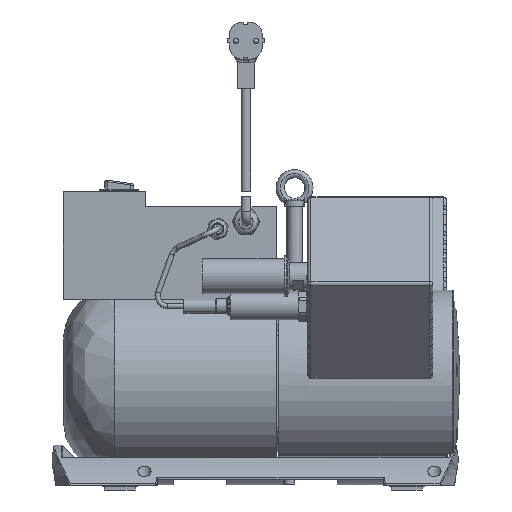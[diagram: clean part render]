
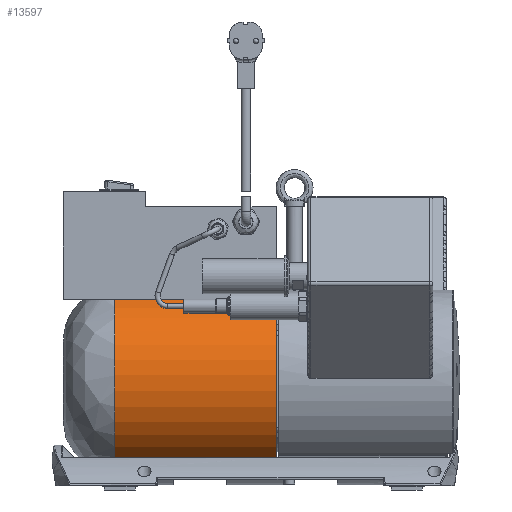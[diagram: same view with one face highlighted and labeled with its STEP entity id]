
A CAD part, left-side view. The second image highlights one B-rep face of the part: STEP entity #13597.
In plain terms, the highlighted cylindrical face has radius 90 mm (diameter 180 mm), a partial arc.
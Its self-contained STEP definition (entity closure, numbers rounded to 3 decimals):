
#1948=CARTESIAN_POINT('',(41.231,-2.5,80.0));
#1949=VERTEX_POINT('',#1948);
#1956=CARTESIAN_POINT('',(41.231,155.,80.0));
#1957=VERTEX_POINT('',#1956);
#1958=CARTESIAN_POINT('',(41.231,155.,80.0));
#1959=DIRECTION('',(0.0,-1.0,0.0));
#1960=VECTOR('',#1959,157.5);
#1961=LINE('',#1958,#1960);
#1962=EDGE_CURVE('',#1957,#1949,#1961,.T.);
#1964=CARTESIAN_POINT('',(-41.231,155.,80.0));
#1965=VERTEX_POINT('',#1964);
#2093=CARTESIAN_POINT('',(-41.231,-2.5,80.0));
#2094=VERTEX_POINT('',#2093);
#2095=CARTESIAN_POINT('',(-41.231,-2.5,80.0));
#2096=DIRECTION('',(0.0,1.0,0.0));
#2097=VECTOR('',#2096,157.5);
#2098=LINE('',#2095,#2097);
#2099=EDGE_CURVE('',#2094,#1965,#2098,.T.);
#13574=CARTESIAN_POINT('',(0.0,-2.5,0.0));
#13575=DIRECTION('',(0.0,1.0,0.0));
#13576=DIRECTION('',(1.0,0.0,0.0));
#13577=AXIS2_PLACEMENT_3D('',#13574,#13575,#13576);
#13578=CYLINDRICAL_SURFACE('',#13577,90.0);
#13579=CARTESIAN_POINT('',(0.0,155.,0.0));
#13580=DIRECTION('',(0.0,1.0,0.0));
#13581=DIRECTION('',(0.0,0.0,-1.0));
#13582=AXIS2_PLACEMENT_3D('',#13579,#13580,#13581);
#13583=CIRCLE('',#13582,90.0);
#13584=EDGE_CURVE('',#1957,#1965,#13583,.T.);
#13585=ORIENTED_EDGE('',*,*,#13584,.F.);
#13586=ORIENTED_EDGE('',*,*,#1962,.T.);
#13587=CARTESIAN_POINT('',(0.0,-2.5,0.0));
#13588=DIRECTION('',(0.0,-1.0,0.0));
#13589=DIRECTION('',(1.0,0.0,0.0));
#13590=AXIS2_PLACEMENT_3D('',#13587,#13588,#13589);
#13591=CIRCLE('',#13590,90.0);
#13592=EDGE_CURVE('',#2094,#1949,#13591,.T.);
#13593=ORIENTED_EDGE('',*,*,#13592,.F.);
#13594=ORIENTED_EDGE('',*,*,#2099,.T.);
#13595=EDGE_LOOP('',(#13585,#13586,#13593,#13594));
#13596=FACE_OUTER_BOUND('',#13595,.T.);
#13597=ADVANCED_FACE('',(#13596),#13578,.T.);
